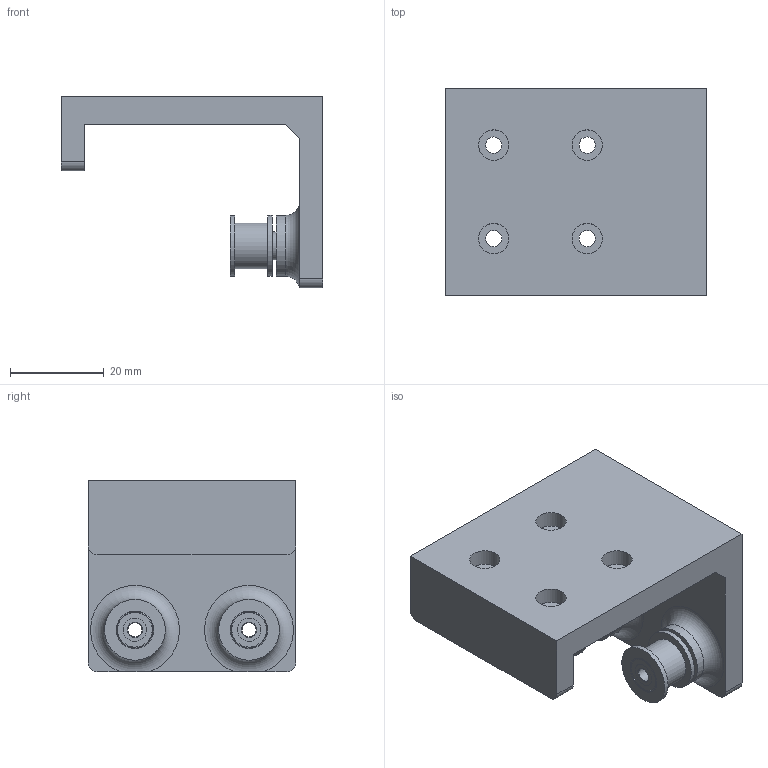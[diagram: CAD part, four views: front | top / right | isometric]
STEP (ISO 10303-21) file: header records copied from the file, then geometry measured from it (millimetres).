
FILE_DESCRIPTION(/* description */ (''),/* implementation_level */ '2;1');
FILE_NAME(/* name */ 'Carriage runner.step',/* time_stamp */ '2024-04-27T14:20:04+02:00',/* author */ (''),/* organization */ (''),/* preprocessor_version */ 'ST-DEVELOPER v20',/* originating_system */ 'Autodesk Translation Framework v12.20.1.177',/* authorisation */ '');
FILE_SCHEMA (('AUTOMOTIVE_DESIGN { 1 0 10303 214 3 1 1 }'));
Length unit declared in the file: millimetre
Products named in the file (2): Carriage runner; POWGE 2GT idler 16T B3
Assembly tree (2 placements, depth 2):
  Carriage runner
    POWGE 2GT idler 16T B3  x2
Bounding box: 56 x 44.4 x 41 mm (x, y, z)
Volume: 27018.2 mm3; surface area: 13194.6 mm2
Topology: 3 solids, 3 shells, 99 faces, 187 edges, 122 vertices
Faces by surface type: plane 45, cylinder 44, torus 10
Full cylindrical faces by diameter (mm): 3 x4, 3.5 x6, 4.5 x2, 5 x4, 6 x2, 6.5 x4, 7.4 x4, 7.5 x2, 8 x4, 9.75 x2, 13 x6
Entity records: 2031 total; most frequent: DIRECTION 371, CARTESIAN_POINT 330, ORIENTED_EDGE 286, AXIS2_PLACEMENT_3D 155, EDGE_CURVE 143, EDGE_LOOP 103, VERTEX_POINT 94, CIRCLE 80
